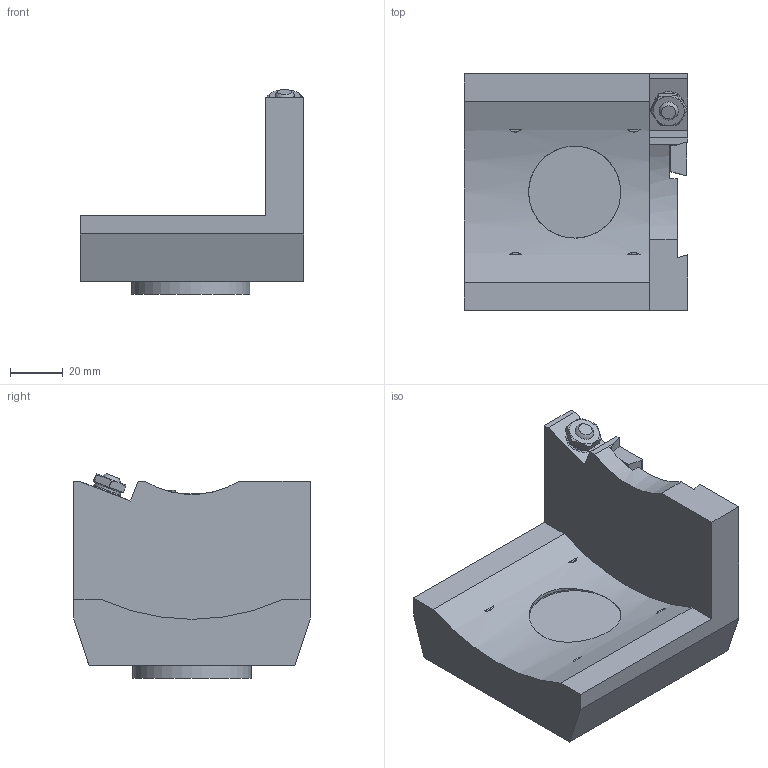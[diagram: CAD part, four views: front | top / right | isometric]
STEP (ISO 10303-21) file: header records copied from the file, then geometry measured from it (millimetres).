
FILE_DESCRIPTION(/* description */ (''),/* implementation_level */ '2;1');
FILE_NAME(/* name */ 'W7040060_A__specification_W7040060_.stp',/* time_stamp */ '2012-10-22T09:07:58+02:00',/* author */ (''),/* organization */ (''),/* preprocessor_version */ 'ST-DEVELOPER v11',/* originating_system */ 'SIEMENS PLM Software NX 7.5',/* authorisation */ '');
FILE_SCHEMA (('AUTOMOTIVE_DESIGN { 1 0 10303 214 1 1 1 1 }'));
Length unit declared in the file: millimetre
Products named in the file (1): hees9AE4a4x0
Bounding box: 85 x 90 x 77.93 mm (x, y, z)
Volume: 210944.3 mm3; surface area: 35278 mm2
Topology: 1 solids, 1 shells, 74 faces, 186 edges, 123 vertices
Faces by surface type: plane 50, cylinder 15, cone 6, torus 2, sphere 1
Full cylindrical faces by diameter (mm): 10.6 x1, 35 x1, 45 x1
Entity records: 2245 total; most frequent: CARTESIAN_POINT 486, DIRECTION 351, ORIENTED_EDGE 348, EDGE_CURVE 174, VERTEX_POINT 119, LINE 119, VECTOR 119, AXIS2_PLACEMENT_3D 116
